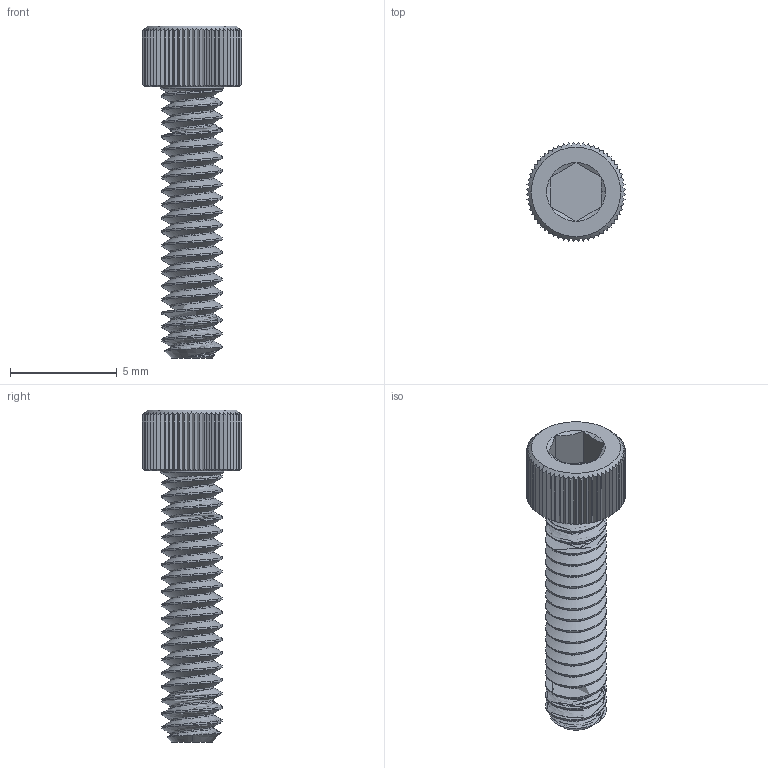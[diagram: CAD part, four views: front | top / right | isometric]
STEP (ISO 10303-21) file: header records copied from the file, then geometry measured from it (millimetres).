
FILE_DESCRIPTION (( 'STEP AP203' ), '1' );
FILE_NAME ('92196A110_18-8 Stainless Steel Socket Head Screw.STEP', '2023-02-03T19:32:54', ( 'Administrator' ), ( 'Managed by Terraform' ), 'SwSTEP 2.0', 'SolidWorks 2017', '' );
FILE_SCHEMA (( 'CONFIG_CONTROL_DESIGN' ));
Length unit declared in the file: inch
Products named in the file (1): 92196A110_18-8 Stainless Steel Socket Head Screw
Bounding box: 4.64 x 4.64 x 15.54 mm (x, y, z)
Volume: 96.6 mm3; surface area: 265.4 mm2
Topology: 1 solids, 1 shells, 308 faces, 774 edges, 470 vertices
Faces by surface type: plane 130, cylinder 102, cone 73, bspline 3
Entity records: 11797 total; most frequent: CARTESIAN_POINT 5003, ORIENTED_EDGE 1548, DIRECTION 1248, EDGE_CURVE 774, AXIS2_PLACEMENT_3D 504, VERTEX_POINT 470, EDGE_LOOP 310, FACE_OUTER_BOUND 308
